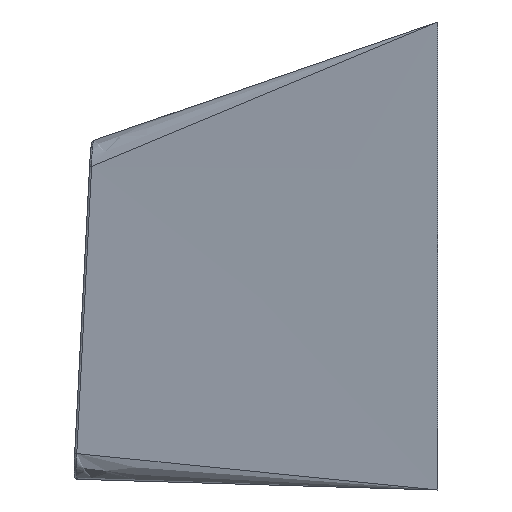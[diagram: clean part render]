
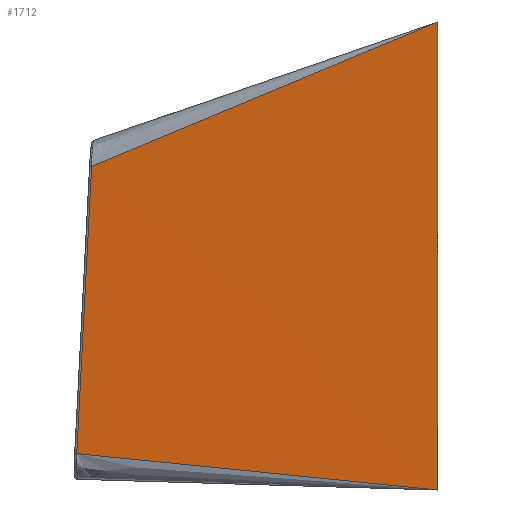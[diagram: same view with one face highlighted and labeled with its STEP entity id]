
A CAD part, left-side view. The second image highlights one B-rep face of the part: STEP entity #1712.
In plain terms, the highlighted free-form (B-spline) face has degree [3, 1] with [6, 2] control points.
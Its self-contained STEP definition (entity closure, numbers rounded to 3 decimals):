
#2 = CARTESIAN_POINT ( 'NONE',  ( 0., 0., 18. ) ) ;
#59 = CARTESIAN_POINT ( 'NONE',  ( 2.633, 13.311, 12.444 ) ) ;
#75 = CARTESIAN_POINT ( 'NONE',  ( 0.913, 4.6, 16.077 ) ) ;
#145 = CARTESIAN_POINT ( 'NONE',  ( 0., 0., 12. ) ) ;
#166 = CARTESIAN_POINT ( 'NONE',  ( 0., 0., 15. ) ) ;
#314 = CARTESIAN_POINT ( 'NONE',  ( 1.895, 9.569, 14.002 ) ) ;
#339 = CARTESIAN_POINT ( 'NONE',  ( 2.633, 13.881, 1.4 ) ) ;
#352 = CARTESIAN_POINT ( 'NONE',  ( 2.633, 13.767, 3.62 ) ) ;
#398 = CARTESIAN_POINT ( 'NONE',  ( 0., 0., 0. ) ) ;
#408 = EDGE_CURVE ( 'NONE', #1241, #1530, #692, .T. ) ;
#416 = CARTESIAN_POINT ( 'NONE',  ( 2.65, 13.347, 13.404 ) ) ;
#546 = CARTESIAN_POINT ( 'NONE',  ( 1.342, 7.09, 0.712 ) ) ;
#579 = CARTESIAN_POINT ( 'NONE',  ( 2.433, 12.297, 12.865 ) ) ;
#592 = EDGE_CURVE ( 'NONE', #1055, #1241, #2160, .T. ) ;
#622 = CARTESIAN_POINT ( 'NONE',  ( 2.633, 13.696, 4.996 ) ) ;
#625 = CARTESIAN_POINT ( 'NONE',  ( 2.65, 13.795, 4.746 ) ) ;
#648 = CARTESIAN_POINT ( 'NONE',  ( 2.65, 13.571, 9.075 ) ) ;
#692 = B_SPLINE_CURVE_WITH_KNOTS ( 'NONE', 3,
 ( #2068, #1150, #865, #1122, #1587, #831, #2830, #622, #2809, #1835, #352, #1379, #339 ),
 .UNSPECIFIED., .F., .F.,
 ( 4, 3, 3, 3, 4 ),
 ( 0., 0.004, 0.007, 0.008, 0.011 ),
 .UNSPECIFIED. ) ;
#695 = CARTESIAN_POINT ( 'NONE',  ( 2.633, 13.881, 1.4 ) ) ;
#725 = DIRECTION ( 'NONE',  ( 0., 0., -1. ) ) ;
#797 = CARTESIAN_POINT ( 'NONE',  ( 0., 0., 0. ) ) ;
#829 = CARTESIAN_POINT ( 'NONE',  ( 1.377, 6.947, 15.097 ) ) ;
#831 = CARTESIAN_POINT ( 'NONE',  ( 2.633, 13.624, 6.372 ) ) ;
#865 = CARTESIAN_POINT ( 'NONE',  ( 2.633, 13.434, 10.053 ) ) ;
#975 = EDGE_LOOP ( 'NONE', ( #1526, #1042, #2305, #1718 ) ) ;
#1042 = ORIENTED_EDGE ( 'NONE', *, *, #408, .T. ) ;
#1047 = CARTESIAN_POINT ( 'NONE',  ( 1.727, 8.718, 14.358 ) ) ;
#1055 = VERTEX_POINT ( 'NONE', #1085 ) ;
#1061 = B_SPLINE_CURVE_WITH_KNOTS ( 'NONE', 3,
 ( #1793, #1100, #2259, #1321, #2031, #2503, #2540, #2781, #2059, #546, #3002, #2796, #1343, #797 ),
 .UNSPECIFIED., .F., .F.,
 ( 4, 2, 2, 1, 1, 2, 2, 4 ),
 ( 0.007, 0.255, 0.379, 0.441, 0.472, 0.488, 0.503, 1. ),
 .UNSPECIFIED. ) ;
#1085 = CARTESIAN_POINT ( 'NONE',  ( 0., 0., 18. ) ) ;
#1100 = CARTESIAN_POINT ( 'NONE',  ( 2.433, 12.828, 1.293 ) ) ;
#1122 = CARTESIAN_POINT ( 'NONE',  ( 2.633, 13.496, 8.858 ) ) ;
#1150 = CARTESIAN_POINT ( 'NONE',  ( 2.633, 13.372, 11.248 ) ) ;
#1153 = CARTESIAN_POINT ( 'NONE',  ( 2.65, 13.907, 2.581 ) ) ;
#1185 = VERTEX_POINT ( 'NONE', #1407 ) ;
#1241 = VERTEX_POINT ( 'NONE', #1863 ) ;
#1281 = CARTESIAN_POINT ( 'NONE',  ( 1.347, 6.797, 15.159 ) ) ;
#1295 = CARTESIAN_POINT ( 'NONE',  ( 1.524, 7.692, 14.786 ) ) ;
#1321 = CARTESIAN_POINT ( 'NONE',  ( 1.892, 9.985, 1.005 ) ) ;
#1336 = CARTESIAN_POINT ( 'NONE',  ( 1.421, 7.172, 15.003 ) ) ;
#1343 = CARTESIAN_POINT ( 'NONE',  ( 0.471, 2.493, 0.25 ) ) ;
#1379 = CARTESIAN_POINT ( 'NONE',  ( 2.633, 13.824, 2.51 ) ) ;
#1391 = CARTESIAN_POINT ( 'NONE',  ( 2.65, 13.459, 11.24 ) ) ;
#1407 = CARTESIAN_POINT ( 'NONE',  ( 0., 0., 0. ) ) ;
#1425 = CARTESIAN_POINT ( 'NONE',  ( 0., 0., 6. ) ) ;
#1526 = ORIENTED_EDGE ( 'NONE', *, *, #592, .T. ) ;
#1530 = VERTEX_POINT ( 'NONE', #695 ) ;
#1587 = CARTESIAN_POINT ( 'NONE',  ( 2.633, 13.56, 7.615 ) ) ;
#1607 = VECTOR ( 'NONE', #725, 1000. ) ;
#1656 = CARTESIAN_POINT ( 'NONE',  ( 0., 0., 3. ) ) ;
#1712 = ADVANCED_FACE ( 'NONE', ( #1744 ), #2470, .T. ) ;
#1718 = ORIENTED_EDGE ( 'NONE', *, *, #1824, .F. ) ;
#1744 = FACE_OUTER_BOUND ( 'NONE', #975, .T. ) ;
#1793 = CARTESIAN_POINT ( 'NONE',  ( 2.633, 13.881, 1.4 ) ) ;
#1824 = EDGE_CURVE ( 'NONE', #1055, #1185, #1979, .T. ) ;
#1835 = CARTESIAN_POINT ( 'NONE',  ( 2.633, 13.709, 4.73 ) ) ;
#1863 = CARTESIAN_POINT ( 'NONE',  ( 2.633, 13.311, 12.444 ) ) ;
#1979 = LINE ( 'NONE', #2, #1607 ) ;
#2031 = CARTESIAN_POINT ( 'NONE',  ( 1.779, 9.393, 0.945 ) ) ;
#2052 = CARTESIAN_POINT ( 'NONE',  ( 1.332, 6.718, 15.192 ) ) ;
#2059 = CARTESIAN_POINT ( 'NONE',  ( 1.372, 7.247, 0.728 ) ) ;
#2068 = CARTESIAN_POINT ( 'NONE',  ( 2.633, 13.311, 12.444 ) ) ;
#2099 = CARTESIAN_POINT ( 'NONE',  ( 2.65, 14.02, 0.416 ) ) ;
#2160 = B_SPLINE_CURVE_WITH_KNOTS ( 'NONE', 3,
 ( #3141, #2749, #75, #2052, #1281, #829, #1336, #1295, #1047, #314, #2522, #579, #59 ),
 .UNSPECIFIED., .F., .F.,
 ( 4, 2, 2, 1, 1, 1, 2, 4 ),
 ( 0., 0.496, 0.512, 0.527, 0.558, 0.621, 0.745, 0.993 ),
 .UNSPECIFIED. ) ;
#2259 = CARTESIAN_POINT ( 'NONE',  ( 2.222, 11.723, 1.181 ) ) ;
#2305 = ORIENTED_EDGE ( 'NONE', *, *, #2711, .T. ) ;
#2470 = B_SPLINE_SURFACE_WITH_KNOTS ( 'NONE', 3, 1, ( 
 ( #398, #2099 ),
 ( #1656, #1153 ),
 ( #1425, #625 ),
 ( #145, #648 ),
 ( #166, #1391 ),
 ( #3081, #416 ) ),
 .UNSPECIFIED., .F., .F., .F.,
 ( 4, 2, 4 ),
 ( 2, 2 ),
 ( 0., 0.5, 1. ),
 ( 0., 1. ),
 .UNSPECIFIED. ) ;
#2503 = CARTESIAN_POINT ( 'NONE',  ( 1.607, 8.485, 0.853 ) ) ;
#2522 = CARTESIAN_POINT ( 'NONE',  ( 2.224, 11.235, 13.308 ) ) ;
#2540 = CARTESIAN_POINT ( 'NONE',  ( 1.52, 8.026, 0.807 ) ) ;
#2711 = EDGE_CURVE ( 'NONE', #1530, #1185, #1061, .T. ) ;
#2749 = CARTESIAN_POINT ( 'NONE',  ( 0.473, 2.382, 17.004 ) ) ;
#2781 = CARTESIAN_POINT ( 'NONE',  ( 1.417, 7.482, 0.752 ) ) ;
#2796 = CARTESIAN_POINT ( 'NONE',  ( 0.909, 4.807, 0.482 ) ) ;
#2809 = CARTESIAN_POINT ( 'NONE',  ( 2.633, 13.702, 4.863 ) ) ;
#2830 = CARTESIAN_POINT ( 'NONE',  ( 2.633, 13.689, 5.129 ) ) ;
#3002 = CARTESIAN_POINT ( 'NONE',  ( 1.327, 7.007, 0.704 ) ) ;
#3081 = CARTESIAN_POINT ( 'NONE',  ( 0., 0., 18. ) ) ;
#3141 = CARTESIAN_POINT ( 'NONE',  ( 0., 0., 18. ) ) ;
